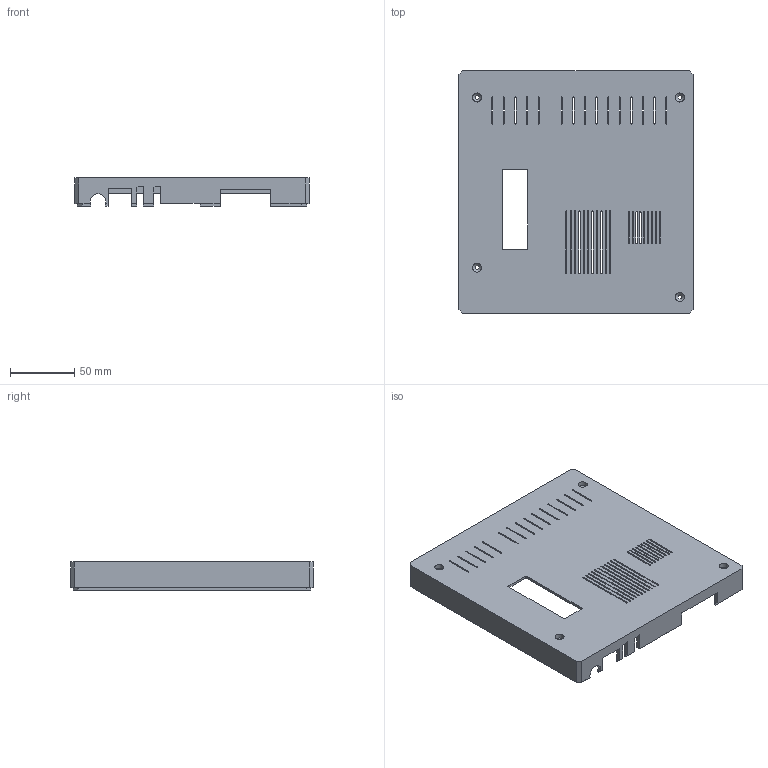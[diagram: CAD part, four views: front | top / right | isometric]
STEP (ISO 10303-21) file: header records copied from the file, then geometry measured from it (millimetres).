
FILE_DESCRIPTION(/* description */ (''),/* implementation_level */ '2;1');
FILE_NAME(/* name */ 'pi_seaberry_top_window.step',/* time_stamp */ '2024-01-21T14:29:35-05:00',/* author */ (''),/* organization */ (''),/* preprocessor_version */ 'ST-DEVELOPER v20',/* originating_system */ 'Autodesk Translation Framework v12.14.0.127',/* authorisation */ '');
FILE_SCHEMA (('AUTOMOTIVE_DESIGN { 1 0 10303 214 3 1 1 }'));
Length unit declared in the file: millimetre
Products named in the file (1): seaberry box
Bounding box: 182 x 188.5 x 22 mm (x, y, z)
Volume: 104647.8 mm3; surface area: 97815.8 mm2
Topology: 1 solids, 1 shells, 269 faces, 774 edges, 510 vertices
Faces by surface type: plane 174, cylinder 87, cone 4, torus 4
Full cylindrical faces by diameter (mm): 3.2 x4, 7 x4, 11 x1, 12 x3
Entity records: 8992 total; most frequent: CARTESIAN_POINT 1580, ORIENTED_EDGE 1548, DIRECTION 1496, EDGE_CURVE 774, LINE 588, VECTOR 588, VERTEX_POINT 510, AXIS2_PLACEMENT_3D 454
